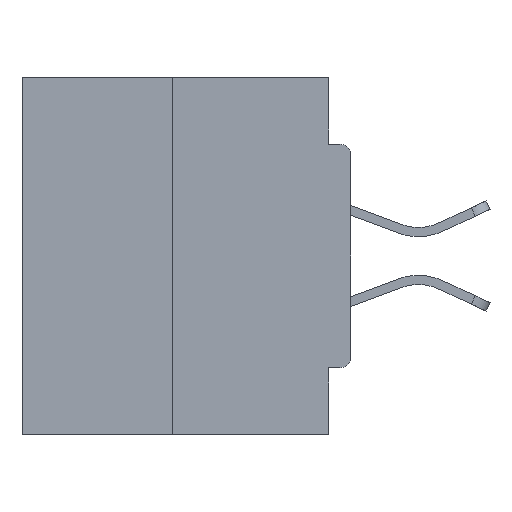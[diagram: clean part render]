
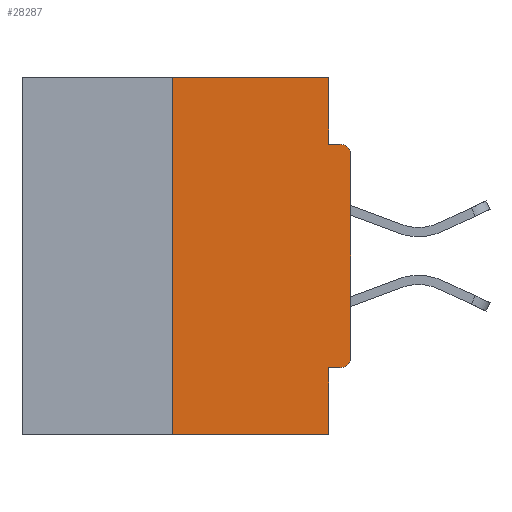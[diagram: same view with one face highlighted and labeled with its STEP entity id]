
A CAD part, left-side view. The second image highlights one B-rep face of the part: STEP entity #28287.
In plain terms, the highlighted planar face has unit normal (-1, 0, 0).
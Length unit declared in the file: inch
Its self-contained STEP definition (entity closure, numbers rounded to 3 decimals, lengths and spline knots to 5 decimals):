
#531 = ORIENTED_EDGE ( 'NONE', *, *, #3940, .T. ) ;
#1007 = LINE ( 'NONE', #5805, #23388 ) ;
#1178 = CARTESIAN_POINT ( 'NONE',  ( 0., 0., -0.1085 ) ) ;
#1408 = VERTEX_POINT ( 'NONE', #1835 ) ;
#1644 = ORIENTED_EDGE ( 'NONE', *, *, #31278, .F. ) ;
#1835 = CARTESIAN_POINT ( 'NONE',  ( 0., 0.015, -0.0935 ) ) ;
#2266 = AXIS2_PLACEMENT_3D ( 'NONE', #27897, #12336, #14954 ) ;
#3063 = VECTOR ( 'NONE', #6819, 39.37008 ) ;
#3134 = VERTEX_POINT ( 'NONE', #15281 ) ;
#3155 = CARTESIAN_POINT ( 'NONE',  ( 0., 0.25, -0.5 ) ) ;
#3412 = DIRECTION ( 'NONE',  ( 0., 0., -1. ) ) ;
#3490 = EDGE_CURVE ( 'NONE', #23380, #1408, #11237, .T. ) ;
#3524 = LINE ( 'NONE', #5661, #15720 ) ;
#3906 = PLANE ( 'NONE',  #20499 ) ;
#3940 = EDGE_CURVE ( 'NONE', #27794, #11348, #9565, .T. ) ;
#4214 = CARTESIAN_POINT ( 'NONE',  ( 0., 0.031, -0.5 ) ) ;
#4331 = DIRECTION ( 'NONE',  ( 0., -1., 0. ) ) ;
#4628 = ORIENTED_EDGE ( 'NONE', *, *, #32365, .F. ) ;
#5661 = CARTESIAN_POINT ( 'NONE',  ( 0., 0.031, 0. ) ) ;
#5805 = CARTESIAN_POINT ( 'NONE',  ( 0., 0., -0.4065 ) ) ;
#6139 = CARTESIAN_POINT ( 'NONE',  ( 0., 0., -0.0935 ) ) ;
#6819 = DIRECTION ( 'NONE',  ( 0., 0., -1. ) ) ;
#7635 = LINE ( 'NONE', #28024, #26734 ) ;
#8688 = VERTEX_POINT ( 'NONE', #3155 ) ;
#8770 = CARTESIAN_POINT ( 'NONE',  ( 0., 0.031, -0.4065 ) ) ;
#9046 = CARTESIAN_POINT ( 'NONE',  ( 0., 0.015, -0.3915 ) ) ;
#9112 = CARTESIAN_POINT ( 'NONE',  ( 0., 0.46, 0. ) ) ;
#9565 = LINE ( 'NONE', #21251, #14451 ) ;
#9584 = LINE ( 'NONE', #10770, #27056 ) ;
#9866 = VERTEX_POINT ( 'NONE', #12526 ) ;
#10770 = CARTESIAN_POINT ( 'NONE',  ( 0., 0.25, 0. ) ) ;
#10780 = LINE ( 'NONE', #4214, #3063 ) ;
#10837 = EDGE_LOOP ( 'NONE', ( #19899, #1644, #20348, #4628, #14021, #29099, #531, #28027, #24992, #24933 ) ) ;
#11237 = LINE ( 'NONE', #6139, #18559 ) ;
#11298 = CARTESIAN_POINT ( 'NONE',  ( 0., 0.46, 0. ) ) ;
#11348 = VERTEX_POINT ( 'NONE', #1178 ) ;
#11887 = VECTOR ( 'NONE', #24111, 39.37008 ) ;
#12336 = DIRECTION ( 'NONE',  ( -1., 0., 0. ) ) ;
#12526 = CARTESIAN_POINT ( 'NONE',  ( 0., 0.031, -0.5 ) ) ;
#12882 = EDGE_CURVE ( 'NONE', #23468, #27794, #20318, .T. ) ;
#13075 = EDGE_CURVE ( 'NONE', #11348, #1408, #27608, .T. ) ;
#13953 = DIRECTION ( 'NONE',  ( -1., 0., 0. ) ) ;
#14013 = AXIS2_PLACEMENT_3D ( 'NONE', #9046, #13953, #29837 ) ;
#14021 = ORIENTED_EDGE ( 'NONE', *, *, #32097, .F. ) ;
#14451 = VECTOR ( 'NONE', #16267, 39.37008 ) ;
#14885 = CARTESIAN_POINT ( 'NONE',  ( 0., 0.015, -0.4065 ) ) ;
#14954 = DIRECTION ( 'NONE',  ( 0., 0., -1. ) ) ;
#15273 = VERTEX_POINT ( 'NONE', #8770 ) ;
#15281 = CARTESIAN_POINT ( 'NONE',  ( 0., 0.031, 0. ) ) ;
#15720 = VECTOR ( 'NONE', #3412, 39.37008 ) ;
#15868 = EDGE_CURVE ( 'NONE', #3134, #23380, #3524, .T. ) ;
#16267 = DIRECTION ( 'NONE',  ( 0., 0., 1. ) ) ;
#17084 = DIRECTION ( 'NONE',  ( 1., 0., 0. ) ) ;
#17767 = CARTESIAN_POINT ( 'NONE',  ( 0., 0.25, 0. ) ) ;
#18559 = VECTOR ( 'NONE', #4331, 39.37008 ) ;
#19899 = ORIENTED_EDGE ( 'NONE', *, *, #27401, .F. ) ;
#20318 = CIRCLE ( 'NONE', #14013, 0.015 ) ;
#20348 = ORIENTED_EDGE ( 'NONE', *, *, #22359, .T. ) ;
#20499 = AXIS2_PLACEMENT_3D ( 'NONE', #9112, #17084, #30240 ) ;
#21251 = CARTESIAN_POINT ( 'NONE',  ( 0., 0., 0. ) ) ;
#21645 = LINE ( 'NONE', #11298, #11887 ) ;
#22359 = EDGE_CURVE ( 'NONE', #8688, #9866, #7635, .T. ) ;
#22482 = CARTESIAN_POINT ( 'NONE',  ( 0., 0.031, -0.0935 ) ) ;
#23380 = VERTEX_POINT ( 'NONE', #22482 ) ;
#23388 = VECTOR ( 'NONE', #28898, 39.37008 ) ;
#23464 = CARTESIAN_POINT ( 'NONE',  ( 0., 0., -0.3915 ) ) ;
#23468 = VERTEX_POINT ( 'NONE', #14885 ) ;
#23638 = FACE_OUTER_BOUND ( 'NONE', #10837, .T. ) ;
#24111 = DIRECTION ( 'NONE',  ( 0., -1., 0. ) ) ;
#24933 = ORIENTED_EDGE ( 'NONE', *, *, #15868, .F. ) ;
#24992 = ORIENTED_EDGE ( 'NONE', *, *, #3490, .F. ) ;
#26047 = VERTEX_POINT ( 'NONE', #17767 ) ;
#26734 = VECTOR ( 'NONE', #31011, 39.37008 ) ;
#27056 = VECTOR ( 'NONE', #28729, 39.37008 ) ;
#27401 = EDGE_CURVE ( 'NONE', #26047, #3134, #21645, .T. ) ;
#27608 = CIRCLE ( 'NONE', #2266, 0.015 ) ;
#27794 = VERTEX_POINT ( 'NONE', #23464 ) ;
#27897 = CARTESIAN_POINT ( 'NONE',  ( 0., 0.015, -0.1085 ) ) ;
#28024 = CARTESIAN_POINT ( 'NONE',  ( 0., 0.46, -0.5 ) ) ;
#28027 = ORIENTED_EDGE ( 'NONE', *, *, #13075, .T. ) ;
#28287 = ADVANCED_FACE ( 'NONE', ( #23638 ), #3906, .F. ) ;
#28729 = DIRECTION ( 'NONE',  ( 0., 0., 1. ) ) ;
#28898 = DIRECTION ( 'NONE',  ( 0., 1., 0. ) ) ;
#29099 = ORIENTED_EDGE ( 'NONE', *, *, #12882, .T. ) ;
#29837 = DIRECTION ( 'NONE',  ( 0., 0., -1. ) ) ;
#30240 = DIRECTION ( 'NONE',  ( 0., 0., -1. ) ) ;
#31011 = DIRECTION ( 'NONE',  ( 0., -1., 0. ) ) ;
#31278 = EDGE_CURVE ( 'NONE', #8688, #26047, #9584, .T. ) ;
#32097 = EDGE_CURVE ( 'NONE', #23468, #15273, #1007, .T. ) ;
#32365 = EDGE_CURVE ( 'NONE', #15273, #9866, #10780, .T. ) ;
